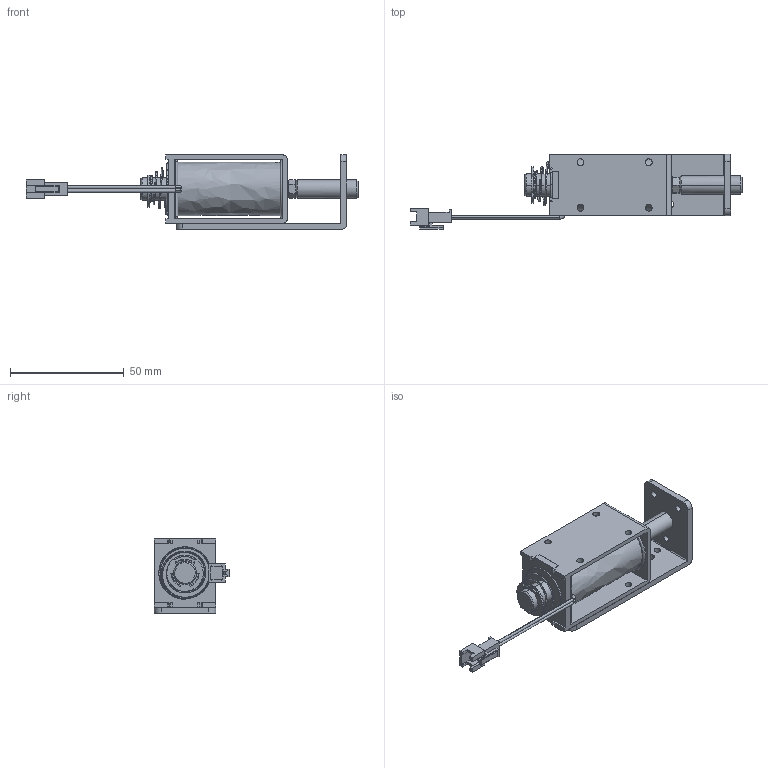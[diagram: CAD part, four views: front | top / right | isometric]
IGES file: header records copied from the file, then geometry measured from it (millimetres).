
Start section: ------------------------------------------------------------------------
Global section: file name: PC14.7516.TL-432_2711.igs; native system: spGate; preprocessor: ver16.7.1; author: Unknown; organization: Unknown; date: 200304.151544; units: millimetre
Bounding box: 145.94 x 33.15 x 32.6 mm (x, y, z)
Volume: 40152.8 mm3; surface area: 18702.8 mm2
Topology: 1 solids, 1 shells, 346 faces, 924 edges, 575 vertices
Faces by surface type: bspline 346
